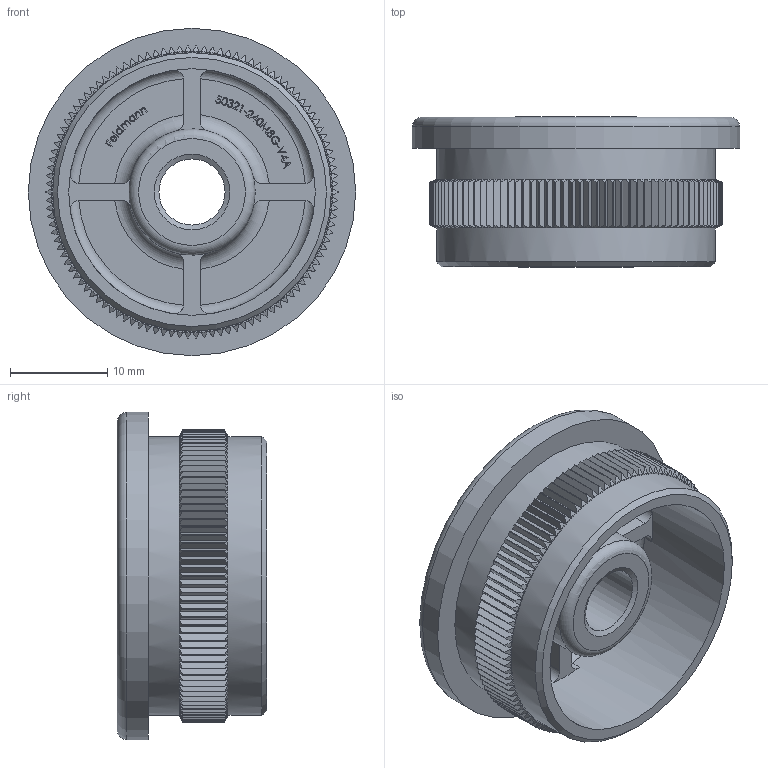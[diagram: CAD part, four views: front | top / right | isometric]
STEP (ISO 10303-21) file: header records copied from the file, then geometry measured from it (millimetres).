
FILE_DESCRIPTION (( 'STEP AP203' ), '1' );
FILE_NAME ('50321-240M8G-V4A.step', '2020-04-23T13:12:57', ( '' ), ( '' ), 'SwSTEP 2.0', 'SolidWorks 2015', '' );
FILE_SCHEMA (( 'CONFIG_CONTROL_DESIGN' ));
Length unit declared in the file: millimetre
Products named in the file (2): 50321-240M8G-V4A
Bounding box: 33.7 x 15.4 x 33.7 mm (x, y, z)
Volume: 5413.1 mm3; surface area: 5132.4 mm2
Topology: 1 solids, 1 shells, 1135 faces, 2847 edges, 1750 vertices
Faces by surface type: plane 644, cone 223, cylinder 132, bspline 126, torus 10
Full cylindrical faces by diameter (mm): 6.8 x1, 13 x1, 25.4 x1, 28.7 x2, 33.7 x1
Entity records: 41149 total; most frequent: CARTESIAN_POINT 15303, ORIENTED_EDGE 5662, DIRECTION 4858, EDGE_CURVE 2831, VERTEX_POINT 1745, AXIS2_PLACEMENT_3D 1732, VECTOR 1394, LINE 1394
